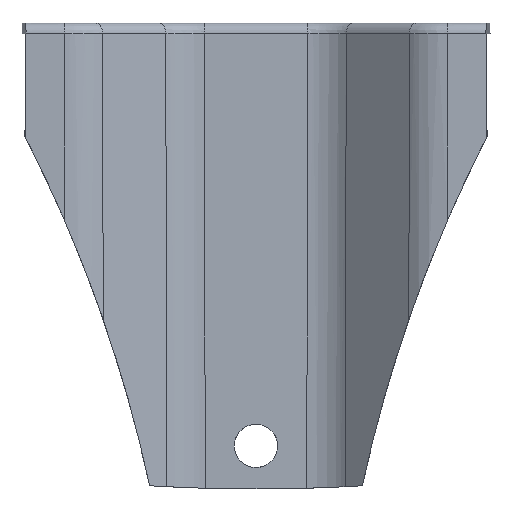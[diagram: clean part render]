
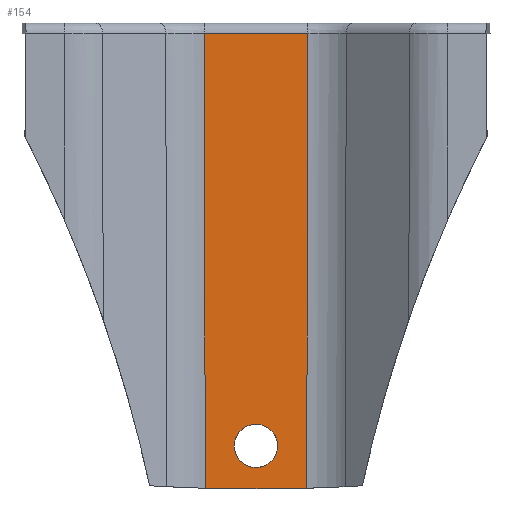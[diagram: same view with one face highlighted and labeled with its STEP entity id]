
A CAD part, left-side view. The second image highlights one B-rep face of the part: STEP entity #154.
In plain terms, the highlighted planar face has unit normal (-1, 0, 0.006).
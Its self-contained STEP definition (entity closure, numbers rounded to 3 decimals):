
#154=ADVANCED_FACE('',(#445,#285),#251,.T.);
#251=PLANE('',#1863);
#285=FACE_OUTER_BOUND('',#479,.T.);
#401=ELLIPSE('',#1861,6.15,6.15);
#402=ELLIPSE('',#1862,501.259,501.25);
#445=FACE_BOUND('',#478,.T.);
#478=EDGE_LOOP('',(#934));
#479=EDGE_LOOP('',(#935,#936,#937,#938));
#628=LINE('',#2970,#736);
#629=LINE('',#2973,#737);
#630=LINE('',#2975,#738);
#736=VECTOR('',#2190,1.);
#737=VECTOR('',#2191,1.);
#738=VECTOR('',#2192,1.);
#934=ORIENTED_EDGE('',*,*,#1611,.T.);
#935=ORIENTED_EDGE('',*,*,#1612,.T.);
#936=ORIENTED_EDGE('',*,*,#1613,.T.);
#937=ORIENTED_EDGE('',*,*,#1614,.T.);
#938=ORIENTED_EDGE('',*,*,#1615,.T.);
#1434=VERTEX_POINT('',#2969);
#1435=VERTEX_POINT('',#2971);
#1436=VERTEX_POINT('',#2972);
#1437=VERTEX_POINT('',#2974);
#1438=VERTEX_POINT('',#2976);
#1611=EDGE_CURVE('',#1434,#1434,#401,.T.);
#1612=EDGE_CURVE('',#1435,#1436,#628,.T.);
#1613=EDGE_CURVE('',#1436,#1437,#629,.T.);
#1614=EDGE_CURVE('',#1437,#1438,#630,.T.);
#1615=EDGE_CURVE('',#1438,#1435,#402,.T.);
#1861=AXIS2_PLACEMENT_3D('',#2968,#2188,#2189);
#1862=AXIS2_PLACEMENT_3D('',#2977,#2193,#2194);
#1863=AXIS2_PLACEMENT_3D('',#2978,#2195,#2196);
#2188=DIRECTION('',(1.,0.,-0.006));
#2189=DIRECTION('',(0.006,0.,1.));
#2190=DIRECTION('',(0.006,-0.002,1.));
#2191=DIRECTION('',(0.,1.,0.));
#2192=DIRECTION('',(-0.006,-0.002,-1.));
#2193=DIRECTION('',(-1.,0.,0.006));
#2194=DIRECTION('',(-0.006,0.,-1.));
#2195=DIRECTION('',(-1.,0.,0.006));
#2196=DIRECTION('',(0.006,0.,1.));
#2968=CARTESIAN_POINT('',(-34.428,0.,12.21));
#2969=CARTESIAN_POINT('',(-34.391,0.,18.36));
#2970=CARTESIAN_POINT('',(-33.715,-14.688,132.223));
#2971=CARTESIAN_POINT('',(-34.499,-14.403,0.207));
#2972=CARTESIAN_POINT('',(-33.733,-14.681,129.228));
#2973=CARTESIAN_POINT('',(-33.733,14.688,129.228));
#2974=CARTESIAN_POINT('',(-33.733,14.681,129.228));
#2975=CARTESIAN_POINT('',(-34.5,14.402,0.013));
#2976=CARTESIAN_POINT('',(-34.499,14.403,0.207));
#2977=CARTESIAN_POINT('',(-31.525,0.,501.25));
#2978=CARTESIAN_POINT('',(-34.5,0.,0.));
